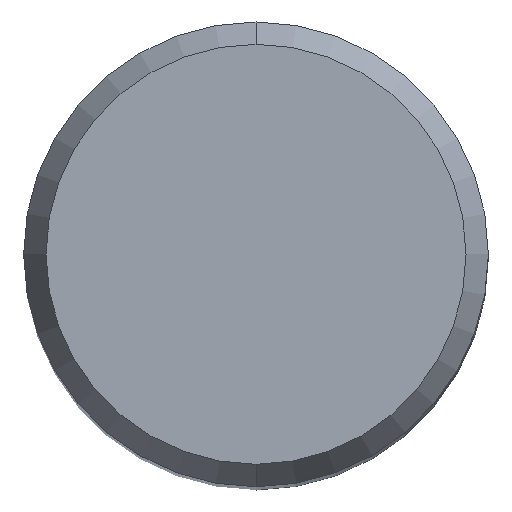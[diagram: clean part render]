
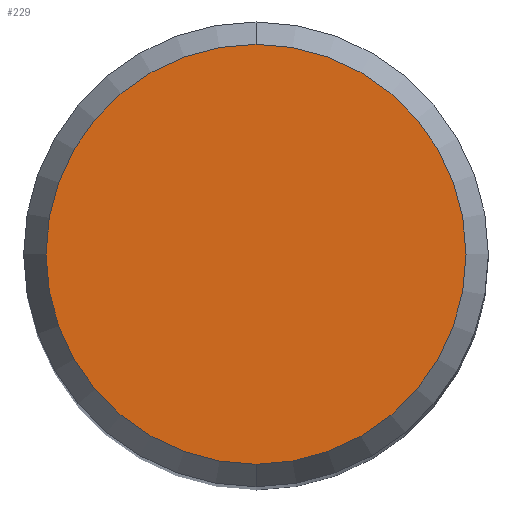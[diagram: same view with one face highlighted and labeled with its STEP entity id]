
A CAD part, top view. The second image highlights one B-rep face of the part: STEP entity #229.
In plain terms, the highlighted planar face has unit normal (0, 0, 1).
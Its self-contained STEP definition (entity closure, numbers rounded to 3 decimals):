
#173=VERTEX_POINT('',#379);
#215=EDGE_CURVE('',#249,#173,#430,.T.);
#229=ADVANCED_FACE('',(#445),#446,.T.);
#249=VERTEX_POINT('',#471);
#281=EDGE_CURVE('',#173,#249,#508,.T.);
#379=CARTESIAN_POINT('',(0.0,4.304,0.01));
#430=CIRCLE('',#682,4.304);
#445=FACE_OUTER_BOUND('',#702,.T.);
#446=PLANE('',#703);
#471=CARTESIAN_POINT('',(0.,-4.304,0.01));
#508=CIRCLE('',#780,4.304);
#682=AXIS2_PLACEMENT_3D('',#953,#954,#955);
#702=EDGE_LOOP('',(#970,#971));
#703=AXIS2_PLACEMENT_3D('',#972,#973,#974);
#780=AXIS2_PLACEMENT_3D('',#1051,#1052,#1053);
#953=CARTESIAN_POINT('',(0.0,0.0,0.01));
#954=DIRECTION('',(0.0,0.0,-1.0));
#955=DIRECTION('',(0.0,1.0,0.0));
#970=ORIENTED_EDGE('',*,*,#281,.F.);
#971=ORIENTED_EDGE('',*,*,#215,.F.);
#972=CARTESIAN_POINT('',(0.0,2.152,0.01));
#973=DIRECTION('',(-0.0,0.0,1.0));
#974=DIRECTION('',(0.0,-1.0,0.0));
#1051=CARTESIAN_POINT('',(0.0,0.0,0.01));
#1052=DIRECTION('',(0.0,0.0,-1.0));
#1053=DIRECTION('',(0.0,1.0,0.0));
